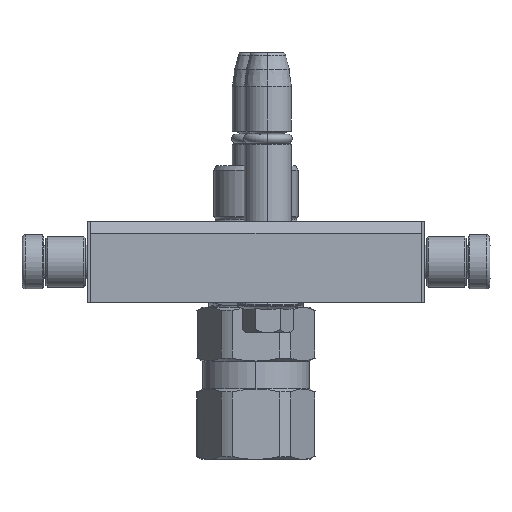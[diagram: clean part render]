
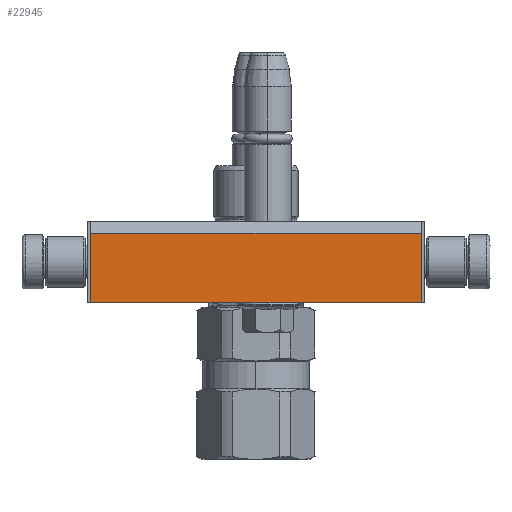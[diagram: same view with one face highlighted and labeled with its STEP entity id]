
A CAD part, left-side view. The second image highlights one B-rep face of the part: STEP entity #22945.
In plain terms, the highlighted face is planar.
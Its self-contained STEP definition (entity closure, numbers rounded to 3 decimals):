
#742 = VECTOR ( 'NONE', #22757, 1000. ) ;
#4077 = CARTESIAN_POINT ( 'NONE',  ( 78., 3.464, 24. ) ) ;
#4403 = LINE ( 'NONE', #36451, #742 ) ;
#5266 = VERTEX_POINT ( 'NONE', #15969 ) ;
#7263 = EDGE_LOOP ( 'NONE', ( #41908, #56729, #24967, #43034 ) ) ;
#13531 = VECTOR ( 'NONE', #50554, 1000. ) ;
#15105 = CARTESIAN_POINT ( 'NONE',  ( -20., 3.464, 24. ) ) ;
#15969 = CARTESIAN_POINT ( 'NONE',  ( -20., 24., 24. ) ) ;
#16502 = LINE ( 'NONE', #4077, #13531 ) ;
#17201 = AXIS2_PLACEMENT_3D ( 'NONE', #59709, #36419, #41384 ) ;
#18265 = EDGE_CURVE ( 'NONE', #42283, #37620, #16502, .T. ) ;
#19388 = EDGE_CURVE ( 'NONE', #55203, #42283, #56235, .T. ) ;
#22757 = DIRECTION ( 'NONE',  ( 1., 0., 0. ) ) ;
#22945 = ADVANCED_FACE ( 'NONE', ( #54059 ), #25666, .T. ) ;
#24967 = ORIENTED_EDGE ( 'NONE', *, *, #19388, .T. ) ;
#25245 = DIRECTION ( 'NONE',  ( 0., 1., 0. ) ) ;
#25561 = CARTESIAN_POINT ( 'NONE',  ( 78., 24., 24. ) ) ;
#25666 = PLANE ( 'NONE',  #17201 ) ;
#26064 = DIRECTION ( 'NONE',  ( 1., 0., 0. ) ) ;
#32206 = CARTESIAN_POINT ( 'NONE',  ( 78., 3.464, 24. ) ) ;
#36419 = DIRECTION ( 'NONE',  ( 0., 0., 1. ) ) ;
#36451 = CARTESIAN_POINT ( 'NONE',  ( -20., 24., 24. ) ) ;
#36622 = VECTOR ( 'NONE', #25245, 1000. ) ;
#37620 = VERTEX_POINT ( 'NONE', #25561 ) ;
#41384 = DIRECTION ( 'NONE',  ( 1., 0., 0. ) ) ;
#41908 = ORIENTED_EDGE ( 'NONE', *, *, #50004, .F. ) ;
#42283 = VERTEX_POINT ( 'NONE', #32206 ) ;
#43034 = ORIENTED_EDGE ( 'NONE', *, *, #18265, .T. ) ;
#44597 = EDGE_CURVE ( 'NONE', #55203, #5266, #47657, .T. ) ;
#47657 = LINE ( 'NONE', #15105, #36622 ) ;
#48981 = CARTESIAN_POINT ( 'NONE',  ( -20., 3.464, 24. ) ) ;
#50004 = EDGE_CURVE ( 'NONE', #5266, #37620, #4403, .T. ) ;
#50554 = DIRECTION ( 'NONE',  ( 0., 1., 0. ) ) ;
#51413 = CARTESIAN_POINT ( 'NONE',  ( -20., 3.464, 24. ) ) ;
#53998 = VECTOR ( 'NONE', #26064, 1000. ) ;
#54059 = FACE_OUTER_BOUND ( 'NONE', #7263, .T. ) ;
#55203 = VERTEX_POINT ( 'NONE', #51413 ) ;
#56235 = LINE ( 'NONE', #48981, #53998 ) ;
#56729 = ORIENTED_EDGE ( 'NONE', *, *, #44597, .F. ) ;
#59709 = CARTESIAN_POINT ( 'NONE',  ( -21., 0., 24. ) ) ;
